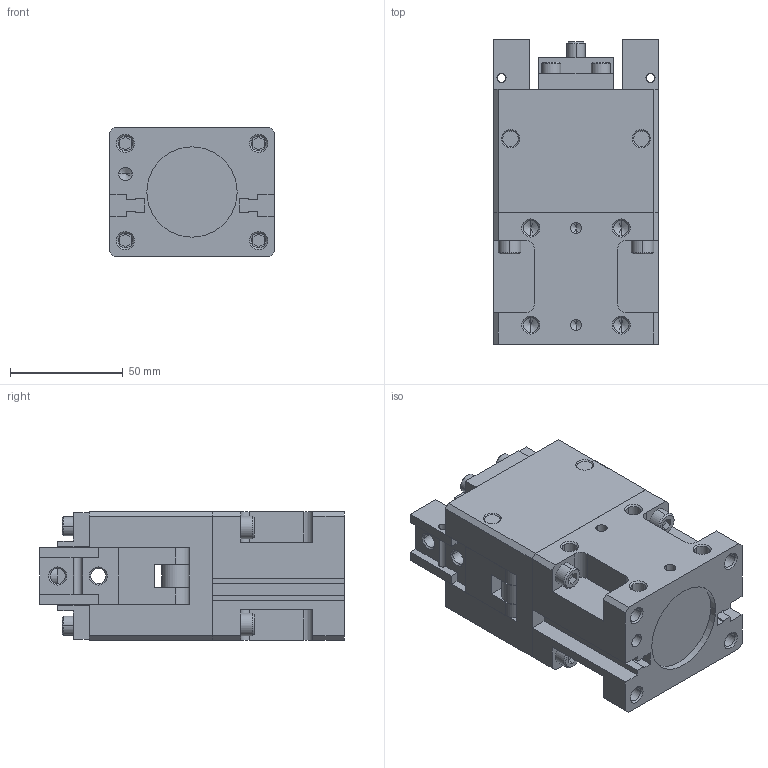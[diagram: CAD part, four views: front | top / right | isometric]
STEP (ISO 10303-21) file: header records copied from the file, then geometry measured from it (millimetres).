
FILE_DESCRIPTION( ( '' ), '1' );
FILE_NAME( 'og40_a_og400abe_0_2_14a.stp', '2010-10-25T15:54:18', ( '' ), ( '' ), ' ', ' ', ' ' );
FILE_SCHEMA( ( 'automotive_design' ) );
Length unit declared in the file: millimetre
Products named in the file (6): 1; 2; 3; 4; 5; 6
Bounding box: 73 x 135 x 57 mm (x, y, z)
Volume: 387673.1 mm3; surface area: 83796.8 mm2
Topology: 6 solids, 6 shells, 454 faces, 1180 edges, 743 vertices
Faces by surface type: plane 230, cylinder 130, cone 94
Entity records: 27466 total; most frequent: CARTESIAN_POINT 2797, DIRECTION 2394, STYLED_ITEM 2365, PRESENTATION_STYLE_ASSIGNMENT 2365, COLOUR_RGB 2365, ORIENTED_EDGE 2324, EDGE_CURVE 1162, CURVE_STYLE 1162
